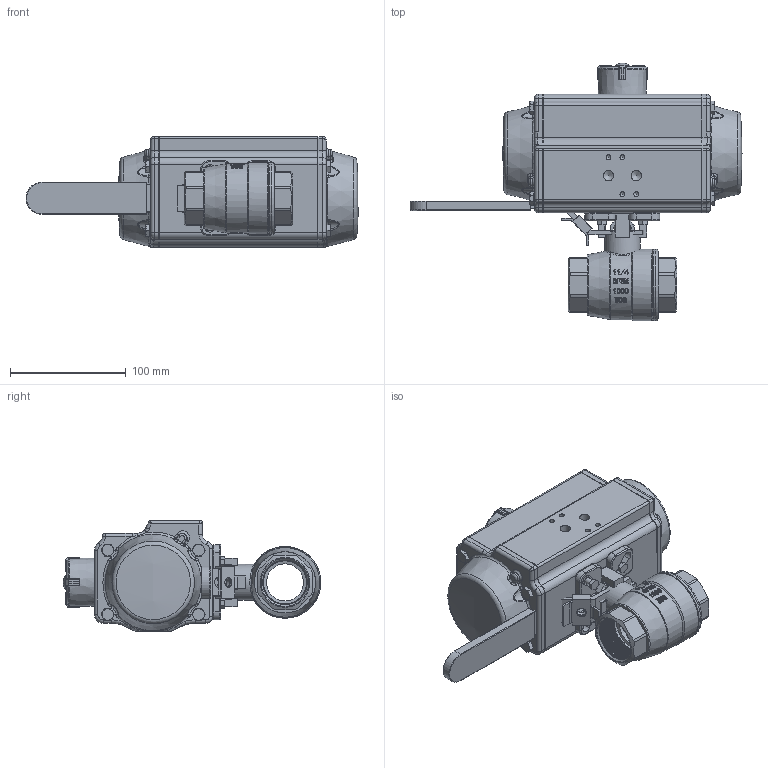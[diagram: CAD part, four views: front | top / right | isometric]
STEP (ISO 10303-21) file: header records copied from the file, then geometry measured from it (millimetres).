
FILE_DESCRIPTION(/* description */ ('Unknown'),/* implementation_level */ '2;1');
FILE_NAME(/* name */ 'FR03 9650-07',/* time_stamp */ '2022-10-24T10:56:35+02:00',/* author */ ('Unknown'),/* organization */ ('Unknown'),/* preprocessor_version */ 'ST-DEVELOPER v16.7',/* originating_system */ 'Solid Edge',/* authorisation */ 'Unknown');
FILE_SCHEMA (('AUTOMOTIVE_DESIGN {1 0 10303 214 3 1 1}'));
Products named in the file (13): DW20-8.650.032; DW04_FR03_(DW70_FR52); ____; ________(___________; _____________; ______; hex head bolts-full thread grade c gb_GB_FASTENER_BOLT_HHBFTC M6X20-N; cup head nib bolts with large head gb_GB_FASTENER_BOLT_CHNBW M6X25-N; KP-75; 8.650.032; 1.25-1000WOG____; DIN558 M5x14
Assembly tree (24 placements, depth 4):
  DW20-8.650.032
    DW04_FR03_(DW70_FR52)
      ____
        ________(___________  x2
        _____________  x2
        ______
      hex head bolts-full thread grade c gb_GB_FASTENER_BOLT_HHBFTC M6X20-N  x8
      cup head nib bolts with large head gb_GB_FASTENER_BOLT_CHNBW M6X25-N
      KP-75
    8.650.032
      1.25-1000WOG____
      ____
    DIN558 M5x14  x4
Bounding box: 287.22 x 222.91 x 96 mm (x, y, z)
Volume: 1800755.3 mm3; surface area: 175427.5 mm2
Topology: 24 solids, 24 shells, 1665 faces, 4618 edges, 3060 vertices
Faces by surface type: plane 606, cylinder 488, bspline 241, cone 160, torus 149, sphere 21
Full cylindrical faces by diameter (mm): 3 x18, 3.3 x8, 4.2 x8, 4.66 x1, 5 x17, 6 x9, 6.2 x1, 6.8 x4, 8.2 x3, 8.8 x2, 14 x1, 15.008 x1, 15.6 x1, 20.883 x1, 21.4 x1, 21.8 x1, 24.6 x1, 31 x1, 31.2 x1, 32 x3, 38.5 x1, 53 x2, 62 x2
Entity records: 116012 total; most frequent: CARTESIAN_POINT 82648, ORIENTED_EDGE 7406, DIRECTION 6142, EDGE_CURVE 3703, VERTEX_POINT 2615, AXIS2_PLACEMENT_3D 2356, FACE_BOUND 1632, EDGE_LOOP 1605
